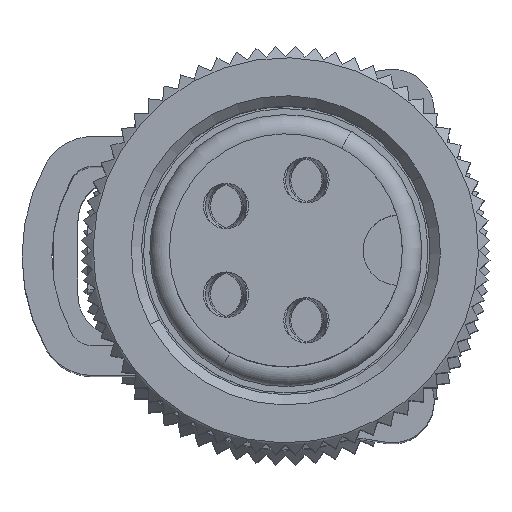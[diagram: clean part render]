
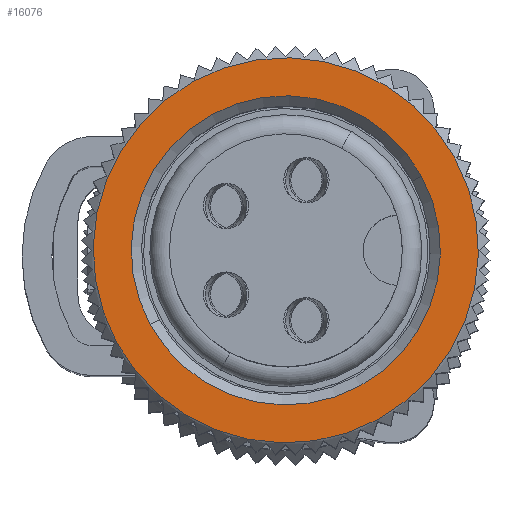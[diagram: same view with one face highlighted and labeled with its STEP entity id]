
A CAD part, top view. The second image highlights one B-rep face of the part: STEP entity #16076.
In plain terms, the highlighted planar face has unit normal (0, 0, 1).
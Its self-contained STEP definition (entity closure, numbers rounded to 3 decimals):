
#15863=AXIS2_PLACEMENT_3D('Circle Axis2P3D',#15861,#15862,$) ;
#15946=AXIS2_PLACEMENT_3D('Circle Axis2P3D',#15944,#15945,$) ;
#16052=AXIS2_PLACEMENT_3D('Plane Axis2P3D',#16049,#16050,#16051) ;
#16060=AXIS2_PLACEMENT_3D('Circle Axis2P3D',#16058,#16059,$) ;
#16069=AXIS2_PLACEMENT_3D('Circle Axis2P3D',#16067,#16068,$) ;
#15858=CARTESIAN_POINT('Vertex',(2.3,2.714,168.312)) ;
#15861=CARTESIAN_POINT('Axis2P3D Location',(6.4,4.954,168.312)) ;
#15865=CARTESIAN_POINT('Vertex',(10.5,7.193,168.312)) ;
#15944=CARTESIAN_POINT('Axis2P3D Location',(6.4,4.954,168.312)) ;
#16049=CARTESIAN_POINT('Axis2P3D Location',(2.65,4.954,168.312)) ;
#16058=CARTESIAN_POINT('Axis2P3D Location',(6.4,4.954,168.312)) ;
#16062=CARTESIAN_POINT('Vertex',(3.109,3.156,168.312)) ;
#16064=CARTESIAN_POINT('Vertex',(9.691,6.751,168.312)) ;
#16067=CARTESIAN_POINT('Axis2P3D Location',(6.4,4.954,168.312)) ;
#15862=DIRECTION('Axis2P3D Direction',(0.,0.,-1.)) ;
#15945=DIRECTION('Axis2P3D Direction',(0.,0.,-1.)) ;
#16050=DIRECTION('Axis2P3D Direction',(0.,0.,1.)) ;
#16051=DIRECTION('Axis2P3D XDirection',(-1.,0.,0.)) ;
#16059=DIRECTION('Axis2P3D Direction',(0.,0.,1.)) ;
#16068=DIRECTION('Axis2P3D Direction',(0.,0.,1.)) ;
#16055=ORIENTED_EDGE('',*,*,#15867,.T.) ;
#16056=ORIENTED_EDGE('',*,*,#15948,.T.) ;
#16073=ORIENTED_EDGE('',*,*,#16066,.F.) ;
#16074=ORIENTED_EDGE('',*,*,#16071,.F.) ;
#16075=FACE_BOUND('',#16072,.T.) ;
#16076=ADVANCED_FACE('Hauptk\X2\00F6\X0\rper',(#16057,#16075),#16053,.T.) ;
#15864=CIRCLE('generated circle',#15863,4.672) ;
#15947=CIRCLE('generated circle',#15946,4.672) ;
#16061=CIRCLE('generated circle',#16060,3.75) ;
#16070=CIRCLE('generated circle',#16069,3.75) ;
#15867=EDGE_CURVE('',#15866,#15859,#15864,.F.) ;
#15948=EDGE_CURVE('',#15859,#15866,#15947,.F.) ;
#16066=EDGE_CURVE('',#16063,#16065,#16061,.T.) ;
#16071=EDGE_CURVE('',#16065,#16063,#16070,.T.) ;
#16054=EDGE_LOOP('',(#16055,#16056)) ;
#16072=EDGE_LOOP('',(#16073,#16074)) ;
#16057=FACE_OUTER_BOUND('',#16054,.T.) ;
#16053=PLANE('',#16052) ;
#15859=VERTEX_POINT('',#15858) ;
#15866=VERTEX_POINT('',#15865) ;
#16063=VERTEX_POINT('',#16062) ;
#16065=VERTEX_POINT('',#16064) ;
